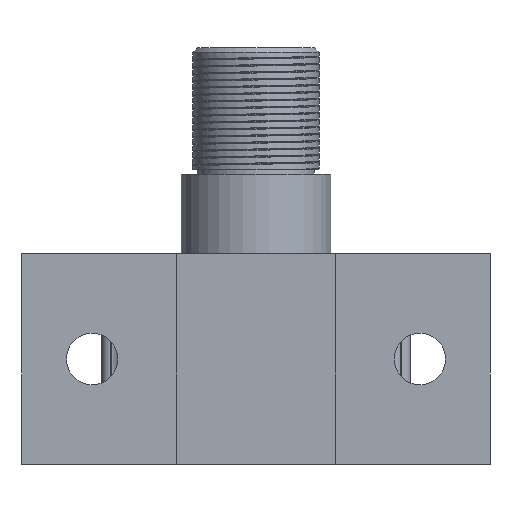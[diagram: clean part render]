
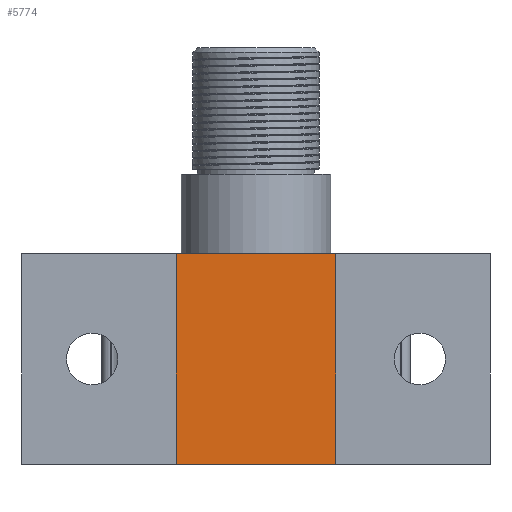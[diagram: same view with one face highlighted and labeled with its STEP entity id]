
A CAD part, front view. The second image highlights one B-rep face of the part: STEP entity #5774.
In plain terms, the highlighted planar face has unit normal (0, -1, 0).
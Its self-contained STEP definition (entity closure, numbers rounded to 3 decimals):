
#15 = CARTESIAN_POINT ( 'NONE',  ( -17., 0.938, 45. ) ) ;
#28 = AXIS2_PLACEMENT_3D ( 'NONE', #3177, #503, #5907 ) ;
#180 = CARTESIAN_POINT ( 'NONE',  ( 17., 0.938, 45. ) ) ;
#341 = CARTESIAN_POINT ( 'NONE',  ( 17., 0.938, 45. ) ) ;
#503 = DIRECTION ( 'NONE',  ( 0., 1., 0. ) ) ;
#1311 = DIRECTION ( 'NONE',  ( 1., 0., 0. ) ) ;
#1604 = DIRECTION ( 'NONE',  ( 1., 0., 0. ) ) ;
#2561 = EDGE_CURVE ( 'NONE', #4758, #8312, #8332, .T. ) ;
#3177 = CARTESIAN_POINT ( 'NONE',  ( -17., 0.938, 45. ) ) ;
#3184 = VERTEX_POINT ( 'NONE', #7248 ) ;
#3237 = ORIENTED_EDGE ( 'NONE', *, *, #5433, .T. ) ;
#3756 = LINE ( 'NONE', #341, #5055 ) ;
#3982 = DIRECTION ( 'NONE',  ( 0., 0., -1. ) ) ;
#4129 = EDGE_CURVE ( 'NONE', #5814, #3184, #8669, .T. ) ;
#4758 = VERTEX_POINT ( 'NONE', #15 ) ;
#5055 = VECTOR ( 'NONE', #6753, 1000. ) ;
#5370 = LINE ( 'NONE', #8181, #5712 ) ;
#5418 = EDGE_LOOP ( 'NONE', ( #6573, #8342, #6206, #3237 ) ) ;
#5433 = EDGE_CURVE ( 'NONE', #4758, #5814, #5370, .T. ) ;
#5712 = VECTOR ( 'NONE', #3982, 1000. ) ;
#5772 = CARTESIAN_POINT ( 'NONE',  ( -17., 0.938, 0. ) ) ;
#5774 = ADVANCED_FACE ( 'NONE', ( #6685 ), #6830, .F. ) ;
#5814 = VERTEX_POINT ( 'NONE', #9000 ) ;
#5907 = DIRECTION ( 'NONE',  ( -1., 0., 0. ) ) ;
#6206 = ORIENTED_EDGE ( 'NONE', *, *, #2561, .F. ) ;
#6573 = ORIENTED_EDGE ( 'NONE', *, *, #4129, .T. ) ;
#6685 = FACE_OUTER_BOUND ( 'NONE', #5418, .T. ) ;
#6753 = DIRECTION ( 'NONE',  ( 0., 0., -1. ) ) ;
#6830 = PLANE ( 'NONE',  #28 ) ;
#7248 = CARTESIAN_POINT ( 'NONE',  ( 17., 0.938, 0. ) ) ;
#7680 = EDGE_CURVE ( 'NONE', #8312, #3184, #3756, .T. ) ;
#8109 = VECTOR ( 'NONE', #1604, 1000. ) ;
#8181 = CARTESIAN_POINT ( 'NONE',  ( -17., 0.938, 45. ) ) ;
#8286 = CARTESIAN_POINT ( 'NONE',  ( -17., 0.938, 45. ) ) ;
#8312 = VERTEX_POINT ( 'NONE', #180 ) ;
#8332 = LINE ( 'NONE', #8286, #8398 ) ;
#8342 = ORIENTED_EDGE ( 'NONE', *, *, #7680, .F. ) ;
#8398 = VECTOR ( 'NONE', #1311, 1000. ) ;
#8669 = LINE ( 'NONE', #5772, #8109 ) ;
#9000 = CARTESIAN_POINT ( 'NONE',  ( -17., 0.938, 0. ) ) ;
